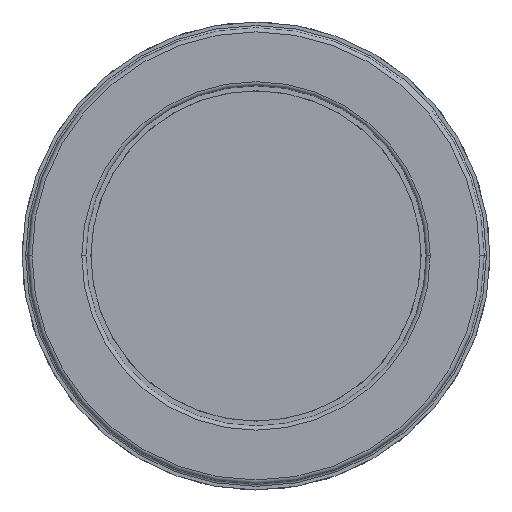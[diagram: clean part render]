
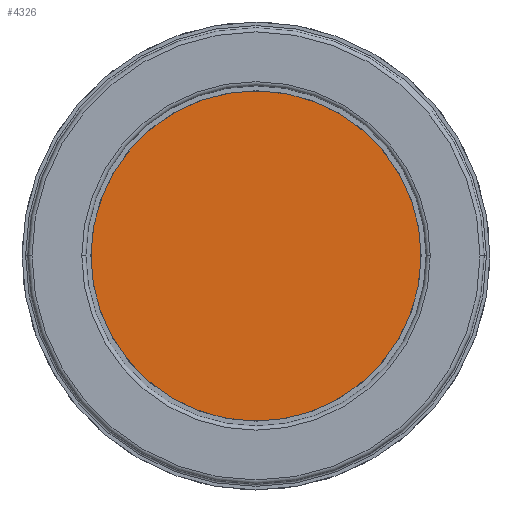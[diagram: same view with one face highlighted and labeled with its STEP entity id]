
A CAD part, top view. The second image highlights one B-rep face of the part: STEP entity #4326.
In plain terms, the highlighted planar face has unit normal (0, 0, 1).
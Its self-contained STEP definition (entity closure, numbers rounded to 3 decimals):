
#15 = CARTESIAN_POINT ( 'NONE',  ( 0., 0., 3.4 ) ) ;
#27 = DIRECTION ( 'NONE',  ( 0., 0., 1. ) ) ;
#289 = VERTEX_POINT ( 'NONE', #2878 ) ;
#445 = CARTESIAN_POINT ( 'NONE',  ( 0., 0., 3.4 ) ) ;
#541 = ORIENTED_EDGE ( 'NONE', *, *, #3639, .T. ) ;
#976 = CARTESIAN_POINT ( 'NONE',  ( 0., 0., 3.4 ) ) ;
#1318 = CARTESIAN_POINT ( 'NONE',  ( 67.5, 0., 3.4 ) ) ;
#1431 = DIRECTION ( 'NONE',  ( 0., 0., 1. ) ) ;
#1722 = EDGE_LOOP ( 'NONE', ( #541, #3850 ) ) ;
#1820 = FACE_OUTER_BOUND ( 'NONE', #1722, .T. ) ;
#1869 = AXIS2_PLACEMENT_3D ( 'NONE', #445, #4307, #2184 ) ;
#2184 = DIRECTION ( 'NONE',  ( 1., 0., 0. ) ) ;
#2481 = VERTEX_POINT ( 'NONE', #1318 ) ;
#2878 = CARTESIAN_POINT ( 'NONE',  ( -67.5, 0., 3.4 ) ) ;
#3639 = EDGE_CURVE ( 'NONE', #289, #2481, #3685, .T. ) ;
#3685 = CIRCLE ( 'NONE', #4438, 67.5 ) ;
#3841 = PLANE ( 'NONE',  #1869 ) ;
#3850 = ORIENTED_EDGE ( 'NONE', *, *, #5194, .T. ) ;
#4038 = DIRECTION ( 'NONE',  ( 1., 0., 0. ) ) ;
#4216 = CIRCLE ( 'NONE', #4396, 67.5 ) ;
#4307 = DIRECTION ( 'NONE',  ( 0., 0., 1. ) ) ;
#4326 = ADVANCED_FACE ( 'NONE', ( #1820 ), #3841, .T. ) ;
#4396 = AXIS2_PLACEMENT_3D ( 'NONE', #976, #1431, #4038 ) ;
#4438 = AXIS2_PLACEMENT_3D ( 'NONE', #15, #27, #5154 ) ;
#5154 = DIRECTION ( 'NONE',  ( 1., 0., 0. ) ) ;
#5194 = EDGE_CURVE ( 'NONE', #2481, #289, #4216, .T. ) ;
